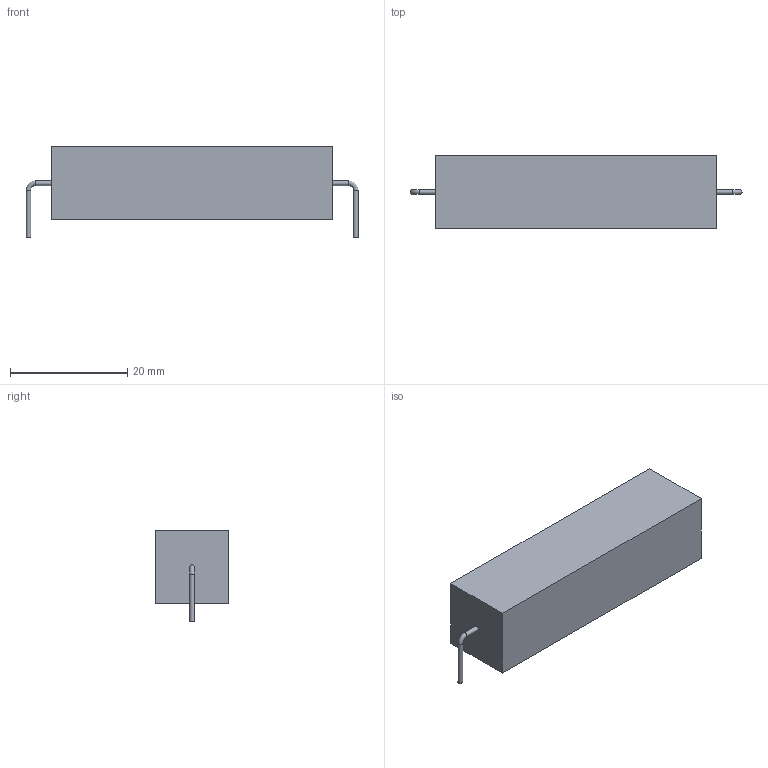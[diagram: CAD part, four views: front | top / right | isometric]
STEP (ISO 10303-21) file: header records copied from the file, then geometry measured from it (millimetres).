
FILE_DESCRIPTION(/* description */ ('model of R_Axial_Power_L48.0mm_W12.5mm_P55.88mm'),/* implementation_level */ '2;1');
FILE_NAME(/* name */ 'R_Axial_Power_L48.0mm_W12.5mm_P55.88mm.step',/* time_stamp */ '2017-10-31T21:38:55',/* author */ ('kicad StepUp','ksu'),/* organization */ ('FreeCAD'),/* preprocessor_version */ 'OCC',/* originating_system */ 'kicad StepUp',/* authorisation */ '');
FILE_SCHEMA(('AUTOMOTIVE_DESIGN_CC2 { 1 2 10303 214 -1 1 5 4 }'));
Length unit declared in the file: millimetre
Products named in the file (2): ASSEMBLY; R_Axial_Power_L480mm_W125mm_P5588mm
Assembly tree (1 placements, depth 2):
  ASSEMBLY
    R_Axial_Power_L480mm_W125mm_P5588mm
Bounding box: 56.68 x 12.5 x 15.5 mm (x, y, z)
Volume: 7512.7 mm3; surface area: 2776.2 mm2
Topology: 1 solids, 1 shells, 14 faces, 26 edges, 16 vertices
Faces by surface type: plane 8, cylinder 4, torus 2
Full cylindrical faces by diameter (mm): 0.8 x4
Entity records: 477 total; most frequent: DIRECTION 68, CARTESIAN_POINT 58, ORIENTED_EDGE 52, AXIS2_PLACEMENT_3D 26, EDGE_CURVE 26, FACE_BOUND 16, EDGE_LOOP 16, VERTEX_POINT 16
